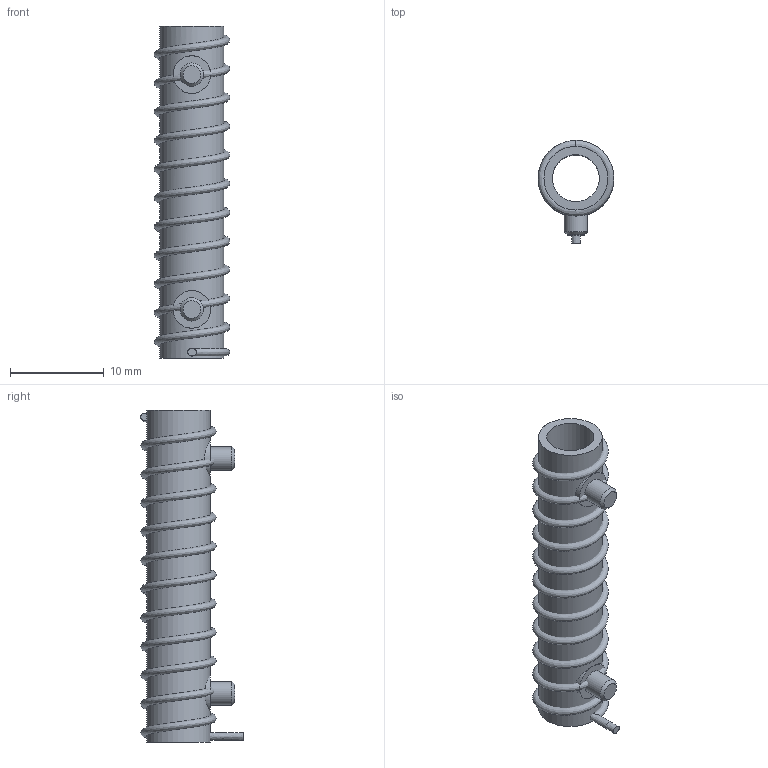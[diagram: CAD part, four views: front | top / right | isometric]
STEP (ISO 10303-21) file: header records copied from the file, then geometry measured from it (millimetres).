
FILE_DESCRIPTION(('FreeCAD Model'),'2;1');
FILE_NAME('Open CASCADE Shape Model','2022-11-15T19:10:56',(''),(''), 'Open CASCADE STEP processor 7.6','FreeCAD','Unknown');
FILE_SCHEMA(('AUTOMOTIVE_DESIGN { 1 0 10303 214 1 1 1 1 }'));
Length unit declared in the file: millimetre
Products named in the file (3): W3128; W3127; W3127_COIL
Assembly tree (2 placements, depth 2):
  W3128
    W3127
    W3127_COIL
Bounding box: 8.05 x 10.93 x 35.35 mm (x, y, z)
Volume: 769.8 mm3; surface area: 2103.8 mm2
Topology: 2 solids, 2 shells, 28 faces, 55 edges, 36 vertices
Faces by surface type: plane 11, cylinder 9, bspline 6, cone 2
Full cylindrical faces by diameter (mm): 0.7 x1, 2.48 x2, 5 x1, 6.8 x1
Entity records: 4903 total; most frequent: CARTESIAN_POINT 3832, DIRECTION 145, ORIENTED_EDGE 110, PCURVE 110, DEFINITIONAL_REPRESENTATION 110, B_SPLINE_CURVE_WITH_KNOTS 74, EDGE_CURVE 55, LINE 47
